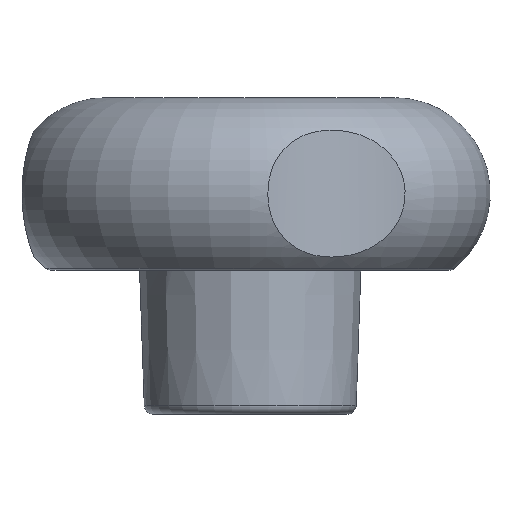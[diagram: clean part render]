
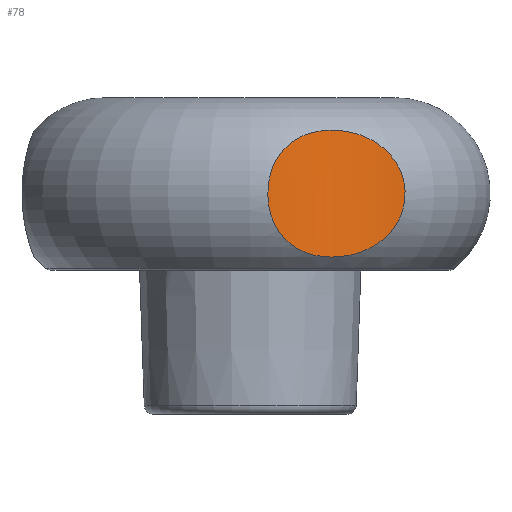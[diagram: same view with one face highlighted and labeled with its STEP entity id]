
A CAD part, left-side view. The second image highlights one B-rep face of the part: STEP entity #78.
In plain terms, the highlighted cylindrical face has radius 24 mm (diameter 48 mm), a partial arc.
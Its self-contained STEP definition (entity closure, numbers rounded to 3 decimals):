
#78 = ADVANCED_FACE( '', ( #193 ), #194, .F. );
#193 = FACE_OUTER_BOUND( '', #352, .T. );
#194 = CYLINDRICAL_SURFACE( '', #353, 24. );
#352 = EDGE_LOOP( '', ( #547 ) );
#353 = AXIS2_PLACEMENT_3D( '', #548, #549, #550 );
#547 = ORIENTED_EDGE( '', *, *, #877, .T. );
#548 = CARTESIAN_POINT( '', ( -43.053, -17.569, 50. ) );
#549 = DIRECTION( '', ( 0., 0., 1. ) );
#550 = DIRECTION( '', ( -1., 0., 0. ) );
#877 = EDGE_CURVE( '', #1041, #1041, #1042, .T. );
#1041 = VERTEX_POINT( '', #1373 );
#1042 = B_SPLINE_CURVE_WITH_KNOTS( '', 3, ( #1374, #1375, #1376, #1377, #1378, #1379, #1380, #1381, #1382, #1383, #1384, #1385, #1386, #1387, #1388, #1389, #1390, #1391, #1392, #1393, #1394, #1395, #1396, #1397, #1398, #1399, #1400, #1401, #1402, #1403, #1404, #1405, #1406, #1407, #1408, #1409, #1410, #1411, #1412, #1413, #1414, #1415, #1416, #1417, #1418, #1419, #1420, #1421, #1422, #1423, #1424, #1425, #1426, #1427, #1428, #1429, #1430, #1431, #1432, #1433, #1434, #1435, #1436, #1437, #1438, #1439, #1440, #1441, #1442, #1443, #1444, #1445, #1446, #1447, #1448, #1449, #1450, #1451, #1452, #1453, #1454, #1455, #1456, #1457, #1458, #1459, #1460, #1461, #1462, #1463, #1464, #1465, #1466, #1467 ), .UNSPECIFIED., .T., .F., ( 2, 2, 2, 2, 2, 2, 2, 2, 2, 2, 2, 2, 2, 2, 2, 2, 2, 2, 2, 2, 2, 2, 2, 2, 2, 2, 2, 2, 2, 2, 2, 2, 2, 2, 2, 2, 2, 2, 2, 2, 2, 2, 2, 2, 2, 2, 2, 2, 2 ), ( -0.001, 0., 0.001, 0.003, 0.004, 0.004, 0.006, 0.006, 0.007, 0.008, 0.009, 0.01, 0.011, 0.011, 0.013, 0.014, 0.014, 0.016, 0.016, 0.017, 0.019, 0.019, 0.02, 0.021, 0.021, 0.023, 0.024, 0.025, 0.026, 0.027, 0.028, 0.028, 0.029, 0.03, 0.031, 0.032, 0.033, 0.034, 0.036, 0.036, 0.037, 0.038, 0.04, 0.041, 0.042, 0.043, 0.044, 0.046, 0.047 ), .UNSPECIFIED. );
#1373 = CARTESIAN_POINT( '', ( -19.113, -15.88, 21.268 ) );
#1374 = CARTESIAN_POINT( '', ( -19.123, -15.741, 20.807 ) );
#1375 = CARTESIAN_POINT( '', ( -19.103, -16.018, 21.729 ) );
#1376 = CARTESIAN_POINT( '', ( -19.098, -16.1, 22.198 ) );
#1377 = CARTESIAN_POINT( '', ( -19.095, -16.152, 23.148 ) );
#1378 = CARTESIAN_POINT( '', ( -19.097, -16.12, 23.633 ) );
#1379 = CARTESIAN_POINT( '', ( -19.105, -15.99, 24.333 ) );
#1380 = CARTESIAN_POINT( '', ( -19.109, -15.932, 24.564 ) );
#1381 = CARTESIAN_POINT( '', ( -19.119, -15.791, 25.019 ) );
#1382 = CARTESIAN_POINT( '', ( -19.126, -15.705, 25.244 ) );
#1383 = CARTESIAN_POINT( '', ( -19.15, -15.412, 25.9 ) );
#1384 = CARTESIAN_POINT( '', ( -19.172, -15.169, 26.308 ) );
#1385 = CARTESIAN_POINT( '', ( -19.22, -14.738, 26.877 ) );
#1386 = CARTESIAN_POINT( '', ( -19.239, -14.581, 27.061 ) );
#1387 = CARTESIAN_POINT( '', ( -19.283, -14.254, 27.407 ) );
#1388 = CARTESIAN_POINT( '', ( -19.307, -14.082, 27.569 ) );
#1389 = CARTESIAN_POINT( '', ( -19.363, -13.723, 27.876 ) );
#1390 = CARTESIAN_POINT( '', ( -19.394, -13.536, 28.02 ) );
#1391 = CARTESIAN_POINT( '', ( -19.463, -13.148, 28.291 ) );
#1392 = CARTESIAN_POINT( '', ( -19.502, -12.946, 28.417 ) );
#1393 = CARTESIAN_POINT( '', ( -19.628, -12.331, 28.763 ) );
#1394 = CARTESIAN_POINT( '', ( -19.726, -11.907, 28.953 ) );
#1395 = CARTESIAN_POINT( '', ( -19.899, -11.251, 29.185 ) );
#1396 = CARTESIAN_POINT( '', ( -19.96, -11.029, 29.254 ) );
#1397 = CARTESIAN_POINT( '', ( -20.091, -10.584, 29.372 ) );
#1398 = CARTESIAN_POINT( '', ( -20.16, -10.362, 29.422 ) );
#1399 = CARTESIAN_POINT( '', ( -20.377, -9.694, 29.546 ) );
#1400 = CARTESIAN_POINT( '', ( -20.537, -9.249, 29.594 ) );
#1401 = CARTESIAN_POINT( '', ( -20.799, -8.581, 29.617 ) );
#1402 = CARTESIAN_POINT( '', ( -20.89, -8.358, 29.616 ) );
#1403 = CARTESIAN_POINT( '', ( -21.077, -7.92, 29.598 ) );
#1404 = CARTESIAN_POINT( '', ( -21.173, -7.704, 29.58 ) );
#1405 = CARTESIAN_POINT( '', ( -21.47, -7.063, 29.503 ) );
#1406 = CARTESIAN_POINT( '', ( -21.678, -6.646, 29.419 ) );
#1407 = CARTESIAN_POINT( '', ( -22.005, -6.036, 29.238 ) );
#1408 = CARTESIAN_POINT( '', ( -22.116, -5.835, 29.168 ) );
#1409 = CARTESIAN_POINT( '', ( -22.341, -5.443, 29.01 ) );
#1410 = CARTESIAN_POINT( '', ( -22.454, -5.252, 28.922 ) );
#1411 = CARTESIAN_POINT( '', ( -22.792, -4.697, 28.631 ) );
#1412 = CARTESIAN_POINT( '', ( -23.018, -4.349, 28.4 ) );
#1413 = CARTESIAN_POINT( '', ( -23.352, -3.862, 27.989 ) );
#1414 = CARTESIAN_POINT( '', ( -23.461, -3.706, 27.842 ) );
#1415 = CARTESIAN_POINT( '', ( -23.672, -3.413, 27.532 ) );
#1416 = CARTESIAN_POINT( '', ( -23.773, -3.275, 27.369 ) );
#1417 = CARTESIAN_POINT( '', ( -23.968, -3.016, 27.024 ) );
#1418 = CARTESIAN_POINT( '', ( -24.061, -2.895, 26.844 ) );
#1419 = CARTESIAN_POINT( '', ( -24.237, -2.67, 26.464 ) );
#1420 = CARTESIAN_POINT( '', ( -24.32, -2.566, 26.263 ) );
#1421 = CARTESIAN_POINT( '', ( -24.549, -2.283, 25.642 ) );
#1422 = CARTESIAN_POINT( '', ( -24.672, -2.136, 25.207 ) );
#1423 = CARTESIAN_POINT( '', ( -24.852, -1.925, 24.297 ) );
#1424 = CARTESIAN_POINT( '', ( -24.908, -1.86, 23.818 ) );
#1425 = CARTESIAN_POINT( '', ( -24.935, -1.829, 23.106 ) );
#1426 = CARTESIAN_POINT( '', ( -24.935, -1.829, 22.868 ) );
#1427 = CARTESIAN_POINT( '', ( -24.916, -1.852, 22.392 ) );
#1428 = CARTESIAN_POINT( '', ( -24.896, -1.874, 22.152 ) );
#1429 = CARTESIAN_POINT( '', ( -24.811, -1.973, 21.444 ) );
#1430 = CARTESIAN_POINT( '', ( -24.719, -2.08, 20.99 ) );
#1431 = CARTESIAN_POINT( '', ( -24.533, -2.304, 20.335 ) );
#1432 = CARTESIAN_POINT( '', ( -24.462, -2.39, 20.12 ) );
#1433 = CARTESIAN_POINT( '', ( -24.309, -2.58, 19.708 ) );
#1434 = CARTESIAN_POINT( '', ( -24.226, -2.684, 19.511 ) );
#1435 = CARTESIAN_POINT( '', ( -24.049, -2.911, 19.132 ) );
#1436 = CARTESIAN_POINT( '', ( -23.954, -3.034, 18.95 ) );
#1437 = CARTESIAN_POINT( '', ( -23.756, -3.298, 18.604 ) );
#1438 = CARTESIAN_POINT( '', ( -23.652, -3.44, 18.438 ) );
#1439 = CARTESIAN_POINT( '', ( -23.333, -3.885, 17.974 ) );
#1440 = CARTESIAN_POINT( '', ( -23.111, -4.209, 17.705 ) );
#1441 = CARTESIAN_POINT( '', ( -22.77, -4.737, 17.357 ) );
#1442 = CARTESIAN_POINT( '', ( -22.655, -4.921, 17.25 ) );
#1443 = CARTESIAN_POINT( '', ( -22.428, -5.295, 17.058 ) );
#1444 = CARTESIAN_POINT( '', ( -22.315, -5.486, 16.971 ) );
#1445 = CARTESIAN_POINT( '', ( -21.981, -6.073, 16.739 ) );
#1446 = CARTESIAN_POINT( '', ( -21.762, -6.484, 16.621 ) );
#1447 = CARTESIAN_POINT( '', ( -21.342, -7.329, 16.454 ) );
#1448 = CARTESIAN_POINT( '', ( -21.144, -7.759, 16.406 ) );
#1449 = CARTESIAN_POINT( '', ( -20.866, -8.416, 16.383 ) );
#1450 = CARTESIAN_POINT( '', ( -20.776, -8.636, 16.384 ) );
#1451 = CARTESIAN_POINT( '', ( -20.603, -9.081, 16.402 ) );
#1452 = CARTESIAN_POINT( '', ( -20.519, -9.307, 16.419 ) );
#1453 = CARTESIAN_POINT( '', ( -20.28, -9.979, 16.497 ) );
#1454 = CARTESIAN_POINT( '', ( -20.137, -10.423, 16.582 ) );
#1455 = CARTESIAN_POINT( '', ( -19.881, -11.302, 16.822 ) );
#1456 = CARTESIAN_POINT( '', ( -19.768, -11.737, 16.977 ) );
#1457 = CARTESIAN_POINT( '', ( -19.571, -12.594, 17.371 ) );
#1458 = CARTESIAN_POINT( '', ( -19.489, -13.001, 17.603 ) );
#1459 = CARTESIAN_POINT( '', ( -19.387, -13.578, 18.011 ) );
#1460 = CARTESIAN_POINT( '', ( -19.356, -13.764, 18.157 ) );
#1461 = CARTESIAN_POINT( '', ( -19.301, -14.124, 18.469 ) );
#1462 = CARTESIAN_POINT( '', ( -19.277, -14.297, 18.636 ) );
#1463 = CARTESIAN_POINT( '', ( -19.213, -14.783, 19.158 ) );
#1464 = CARTESIAN_POINT( '', ( -19.183, -15.066, 19.537 ) );
#1465 = CARTESIAN_POINT( '', ( -19.138, -15.545, 20.36 ) );
#1466 = CARTESIAN_POINT( '', ( -19.123, -15.741, 20.807 ) );
#1467 = CARTESIAN_POINT( '', ( -19.103, -16.018, 21.729 ) );
